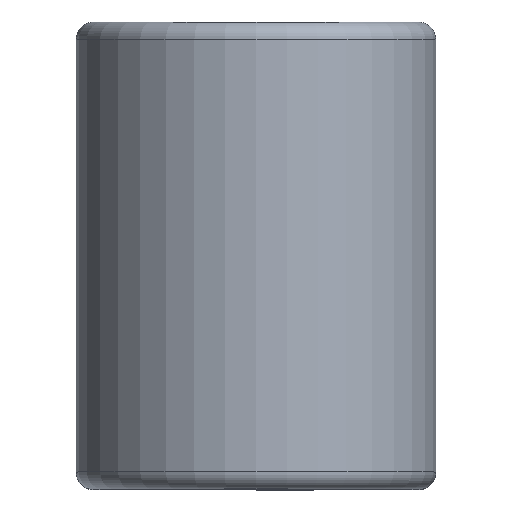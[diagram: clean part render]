
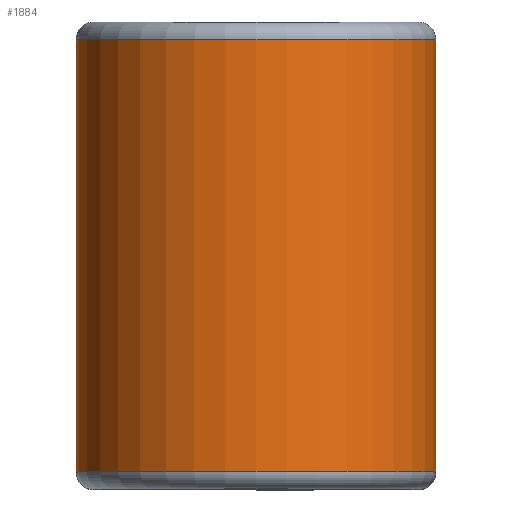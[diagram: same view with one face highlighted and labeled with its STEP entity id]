
A CAD part, top view. The second image highlights one B-rep face of the part: STEP entity #1884.
In plain terms, the highlighted cylindrical face has radius 7.95 mm (diameter 15.9 mm), a partial arc.
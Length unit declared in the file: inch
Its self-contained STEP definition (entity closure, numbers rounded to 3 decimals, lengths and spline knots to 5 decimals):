
#65 = CARTESIAN_POINT ( 'NONE',  ( -0.313, 0.37625, 0.437 ) ) ;
#326 = CARTESIAN_POINT ( 'NONE',  ( 0., 0.37625, 0.437 ) ) ;
#366 = AXIS2_PLACEMENT_3D ( 'NONE', #547, #798, #2394 ) ;
#523 = CARTESIAN_POINT ( 'NONE',  ( -0.313, -0.37625, 0.437 ) ) ;
#526 = VECTOR ( 'NONE', #713, 39.37008 ) ;
#547 = CARTESIAN_POINT ( 'NONE',  ( 0., 0.375, 0.437 ) ) ;
#590 = DIRECTION ( 'NONE',  ( 0., 0., -1. ) ) ;
#694 = ORIENTED_EDGE ( 'NONE', *, *, #2516, .T. ) ;
#713 = DIRECTION ( 'NONE',  ( 0., 1., 0. ) ) ;
#756 = VERTEX_POINT ( 'NONE', #1106 ) ;
#798 = DIRECTION ( 'NONE',  ( 0., -1., 0. ) ) ;
#803 = DIRECTION ( 'NONE',  ( 0., -1., 0. ) ) ;
#924 = CARTESIAN_POINT ( 'NONE',  ( -0.313, 0.37625, 0.437 ) ) ;
#1006 = EDGE_CURVE ( 'NONE', #756, #2148, #1780, .T. ) ;
#1106 = CARTESIAN_POINT ( 'NONE',  ( 0.313, -0.37625, 0.437 ) ) ;
#1134 = ORIENTED_EDGE ( 'NONE', *, *, #1677, .F. ) ;
#1416 = CARTESIAN_POINT ( 'NONE',  ( 0.313, 0.37625, 0.437 ) ) ;
#1471 = CIRCLE ( 'NONE', #1952, 0.313 ) ;
#1568 = CARTESIAN_POINT ( 'NONE',  ( 0.313, 0.37625, 0.437 ) ) ;
#1638 = VERTEX_POINT ( 'NONE', #924 ) ;
#1677 = EDGE_CURVE ( 'NONE', #756, #2818, #1471, .T. ) ;
#1744 = CIRCLE ( 'NONE', #1858, 0.313 ) ;
#1780 = LINE ( 'NONE', #1416, #526 ) ;
#1858 = AXIS2_PLACEMENT_3D ( 'NONE', #326, #1969, #590 ) ;
#1884 = ADVANCED_FACE ( 'NONE', ( #2020 ), #2841, .T. ) ;
#1952 = AXIS2_PLACEMENT_3D ( 'NONE', #2159, #803, #2382 ) ;
#1969 = DIRECTION ( 'NONE',  ( 0., -1., 0. ) ) ;
#2020 = FACE_OUTER_BOUND ( 'NONE', #2327, .T. ) ;
#2148 = VERTEX_POINT ( 'NONE', #1568 ) ;
#2159 = CARTESIAN_POINT ( 'NONE',  ( 0., -0.37625, 0.437 ) ) ;
#2327 = EDGE_LOOP ( 'NONE', ( #2854, #694, #2524, #1134 ) ) ;
#2382 = DIRECTION ( 'NONE',  ( 0., 0., -1. ) ) ;
#2394 = DIRECTION ( 'NONE',  ( 0., 0., -1. ) ) ;
#2428 = VECTOR ( 'NONE', #2834, 39.37008 ) ;
#2516 = EDGE_CURVE ( 'NONE', #2148, #1638, #1744, .T. ) ;
#2524 = ORIENTED_EDGE ( 'NONE', *, *, #2871, .F. ) ;
#2772 = LINE ( 'NONE', #65, #2428 ) ;
#2818 = VERTEX_POINT ( 'NONE', #523 ) ;
#2834 = DIRECTION ( 'NONE',  ( 0., 1., 0. ) ) ;
#2841 = CYLINDRICAL_SURFACE ( 'NONE', #366, 0.313 ) ;
#2854 = ORIENTED_EDGE ( 'NONE', *, *, #1006, .T. ) ;
#2871 = EDGE_CURVE ( 'NONE', #2818, #1638, #2772, .T. ) ;
